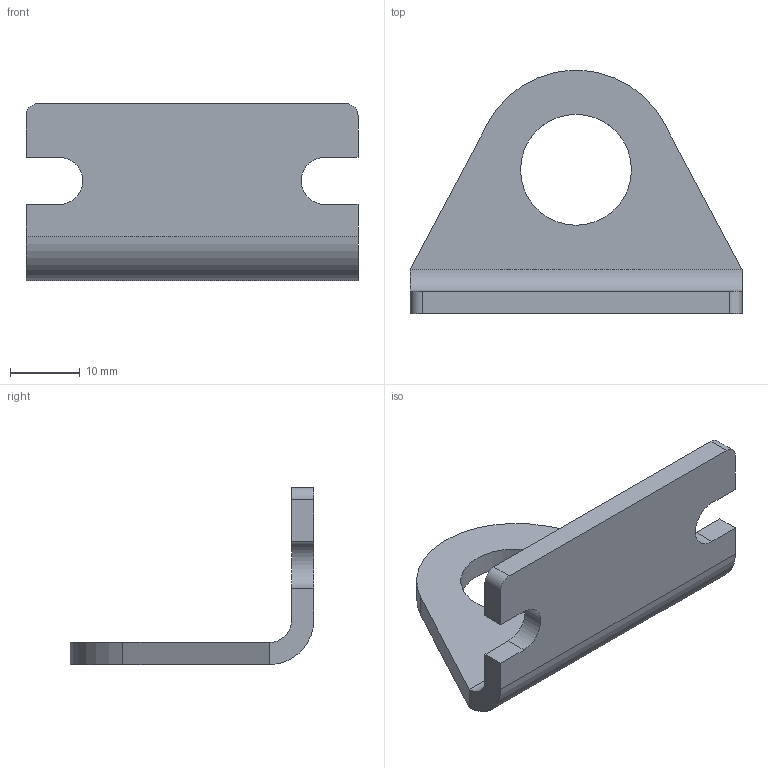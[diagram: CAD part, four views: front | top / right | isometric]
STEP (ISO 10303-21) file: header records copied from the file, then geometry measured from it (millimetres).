
FILE_DESCRIPTION(/* description */ ('STEP AP214'),/* implementation_level */ '2;1');
FILE_NAME(/* name */ '8109921_DAMH-C6-1_1_16-1',/* time_stamp */ '2024-08-13T14:52:05+02:00',/* author */ ('License CC BY-ND 4.0'),/* organization */ ('CADENAS'),/* preprocessor_version */ 'ST-DEVELOPER v19.3',/* originating_system */ 'PARTsolutions',/* authorisation */ ' ');
FILE_SCHEMA (('AUTOMOTIVE_DESIGN {1 0 10303 214 3 1 1}'));
Length unit declared in the file: millimetre
Products named in the file (1): 8109921 DAMH-C6-1-1/16-1---(high)
Bounding box: 47.62 x 34.92 x 25.4 mm (x, y, z)
Volume: 5923.3 mm3; surface area: 4539.1 mm2
Topology: 1 solids, 1 shells, 25 faces, 65 edges, 42 vertices
Faces by surface type: plane 16, cylinder 9
Full cylindrical faces by diameter (mm): 15.9 x1
Entity records: 794 total; most frequent: DIRECTION 134, CARTESIAN_POINT 132, ORIENTED_EDGE 128, EDGE_CURVE 64, LINE 46, VECTOR 46, AXIS2_PLACEMENT_3D 44, VERTEX_POINT 42
